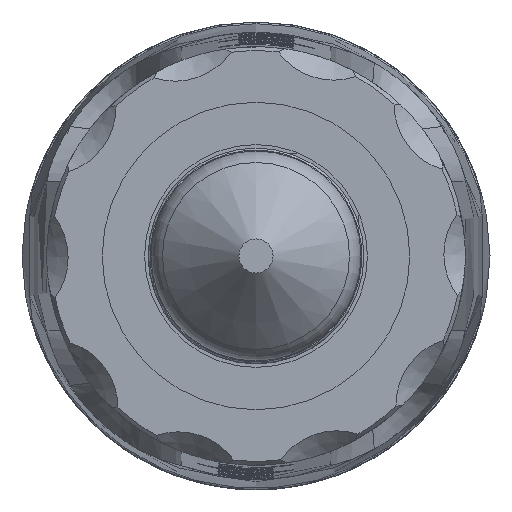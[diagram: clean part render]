
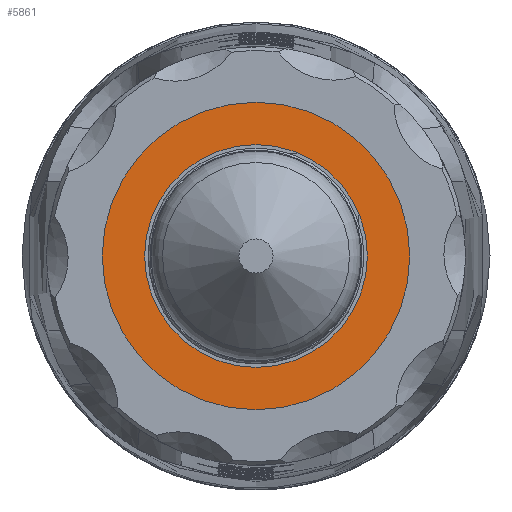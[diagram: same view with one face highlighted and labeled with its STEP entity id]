
A CAD part, front view. The second image highlights one B-rep face of the part: STEP entity #5861.
In plain terms, the highlighted planar face has unit normal (0, -1, 0).
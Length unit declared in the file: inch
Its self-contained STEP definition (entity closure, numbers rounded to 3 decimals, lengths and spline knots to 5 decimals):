
#1240=FACE_BOUND('',#1592,.T.);
#1302=FACE_OUTER_BOUND('',#1591,.T.);
#1591=EDGE_LOOP('',(#3956));
#1592=EDGE_LOOP('',(#3957));
#1942=CIRCLE('',#6179,0.17717);
#1943=CIRCLE('',#6180,0.12835);
#2228=VERTEX_POINT('',#8138);
#2229=VERTEX_POINT('',#8140);
#2944=EDGE_CURVE('',#2228,#2228,#1942,.T.);
#2945=EDGE_CURVE('',#2229,#2229,#1943,.T.);
#3956=ORIENTED_EDGE('',*,*,#2944,.F.);
#3957=ORIENTED_EDGE('',*,*,#2945,.F.);
#5460=PLANE('',#6178);
#5861=ADVANCED_FACE('',(#1302,#1240),#5460,.F.);
#6178=AXIS2_PLACEMENT_3D('',#8137,#6724,#6725);
#6179=AXIS2_PLACEMENT_3D('',#8139,#6726,#6727);
#6180=AXIS2_PLACEMENT_3D('',#8141,#6728,#6729);
#6724=DIRECTION('center_axis',(0.,1.,0.));
#6725=DIRECTION('ref_axis',(1.,0.,0.));
#6726=DIRECTION('center_axis',(0.,1.,0.));
#6727=DIRECTION('ref_axis',(0.,0.,
1.));
#6728=DIRECTION('center_axis',(0.,-1.,0.));
#6729=DIRECTION('ref_axis',(0.,0.,
1.));
#8137=CARTESIAN_POINT('Origin',(0.,0.99163,
0.));
#8138=CARTESIAN_POINT('',(0.,0.99163,-0.17717));
#8139=CARTESIAN_POINT('Origin',(0.,0.99163,
0.));
#8140=CARTESIAN_POINT('',(0.,0.99163,-0.12835));
#8141=CARTESIAN_POINT('Origin',(0.,0.99163,
0.));
